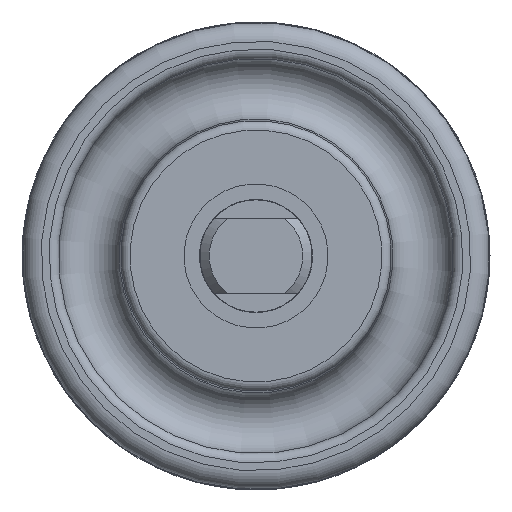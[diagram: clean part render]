
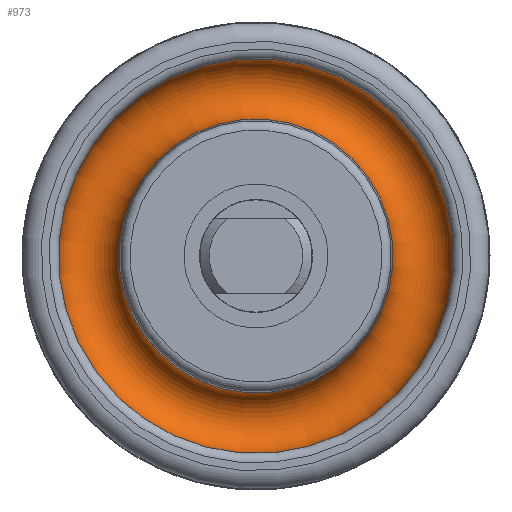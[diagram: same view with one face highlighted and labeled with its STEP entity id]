
A CAD part, left-side view. The second image highlights one B-rep face of the part: STEP entity #973.
In plain terms, the highlighted toroidal (fillet/blend) face has major radius 17.866 mm and minor radius 3.234 mm.
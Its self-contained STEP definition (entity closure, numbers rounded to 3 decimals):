
#946=CARTESIAN_POINT('',(-146.8,0.,0.));
#947=DIRECTION('',(-1.0,0.0,0.0));
#948=DIRECTION('',(0.0,0.0,1.0));
#949=AXIS2_PLACEMENT_3D('',#946,#947,#948);
#950=TOROIDAL_SURFACE('',#949,17.866,3.234);
#951=CARTESIAN_POINT('',(-146.8,-8.742,19.204));
#952=VERTEX_POINT('',#951);
#953=CARTESIAN_POINT('',(-146.8,0.,0.));
#954=DIRECTION('',(-1.0,0.0,0.0));
#955=DIRECTION('',(0.0,-0.414,0.91));
#956=AXIS2_PLACEMENT_3D('',#953,#954,#955);
#957=CIRCLE('',#956,21.1);
#958=EDGE_CURVE('',#952,#952,#957,.T.);
#959=ORIENTED_EDGE('',*,*,#958,.T.);
#960=EDGE_LOOP('',(#959));
#961=FACE_OUTER_BOUND('',#960,.T.);
#962=CARTESIAN_POINT('',(-146.574,-6.065,13.324));
#963=VERTEX_POINT('',#962);
#964=CARTESIAN_POINT('',(-146.574,0.,0.));
#965=DIRECTION('',(-1.0,0.0,0.0));
#966=DIRECTION('',(0.0,-0.414,0.91));
#967=AXIS2_PLACEMENT_3D('',#964,#965,#966);
#968=CIRCLE('',#967,14.64);
#969=EDGE_CURVE('',#963,#963,#968,.T.);
#970=ORIENTED_EDGE('',*,*,#969,.F.);
#971=EDGE_LOOP('',(#970));
#972=FACE_BOUND('',#971,.T.);
#973=ADVANCED_FACE('',(#961,#972),#950,.F.);
